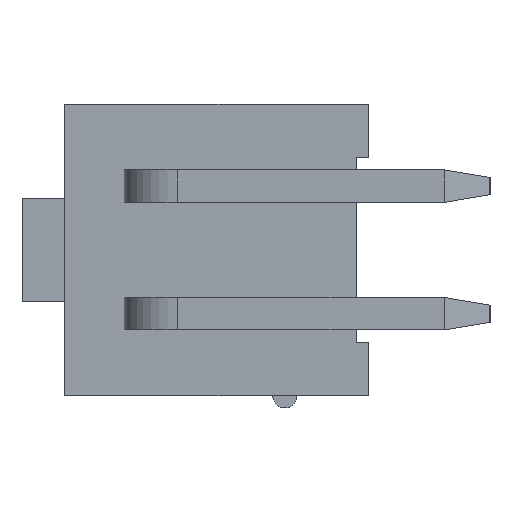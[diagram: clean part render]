
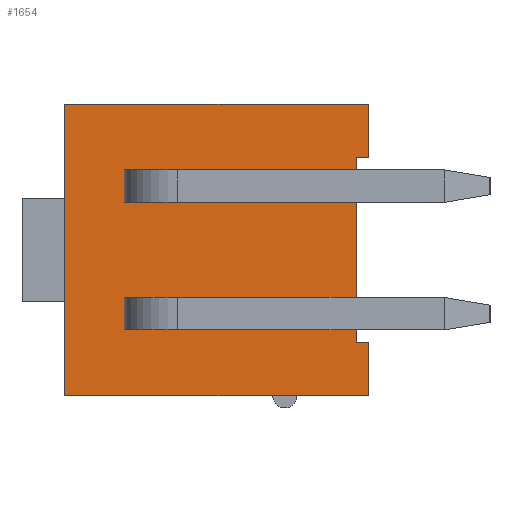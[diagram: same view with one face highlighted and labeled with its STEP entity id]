
A CAD part, left-side view. The second image highlights one B-rep face of the part: STEP entity #1654.
In plain terms, the highlighted planar face has unit normal (-1, 0, 0).
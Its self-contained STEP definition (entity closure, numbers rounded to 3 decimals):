
#1=DIRECTION('',(0.,-1.,0.));
#2=VECTOR('',#1,10.);
#3=CARTESIAN_POINT('',(-6.4,5.,4.8));
#4=LINE('',#3,#2);
#5=DIRECTION('',(0.,0.,-1.));
#6=VECTOR('',#5,1.75);
#7=CARTESIAN_POINT('',(-6.4,-5.,4.8));
#8=LINE('',#7,#6);
#9=DIRECTION('',(0.,1.,0.));
#10=VECTOR('',#9,0.4);
#11=CARTESIAN_POINT('',(-6.4,-5.,3.05));
#12=LINE('',#11,#10);
#13=DIRECTION('',(0.,0.,-1.));
#14=VECTOR('',#13,6.1);
#15=CARTESIAN_POINT('',(-6.4,-4.6,3.05));
#16=LINE('',#15,#14);
#17=DIRECTION('',(0.,-1.,0.));
#18=VECTOR('',#17,0.4);
#19=CARTESIAN_POINT('',(-6.4,-4.6,-3.05));
#20=LINE('',#19,#18);
#21=DIRECTION('',(0.,0.,-1.));
#22=VECTOR('',#21,1.75);
#23=CARTESIAN_POINT('',(-6.4,-5.,-3.05));
#24=LINE('',#23,#22);
#25=DIRECTION('',(0.,1.,0.));
#26=VECTOR('',#25,10.);
#27=CARTESIAN_POINT('',(-6.4,-5.,-4.8));
#28=LINE('',#27,#26);
#29=DIRECTION('',(0.,0.,1.));
#30=VECTOR('',#29,9.6);
#31=CARTESIAN_POINT('',(-6.4,5.,-4.8));
#32=LINE('',#31,#30);
#33=DIRECTION('',(0.,1.,0.));
#34=VECTOR('',#33,1.076);
#35=CARTESIAN_POINT('',(-6.4,-2.245,-2.635));
#36=LINE('',#35,#34);
#37=DIRECTION('',(0.,0.,1.));
#38=VECTOR('',#37,1.07);
#39=CARTESIAN_POINT('',(-6.4,-2.245,-2.635));
#40=LINE('',#39,#38);
#41=DIRECTION('',(0.,1.,0.));
#42=VECTOR('',#41,1.076);
#43=CARTESIAN_POINT('',(-6.4,-2.245,-1.565));
#44=LINE('',#43,#42);
#45=DIRECTION('',(0.,0.,1.));
#46=VECTOR('',#45,1.07);
#47=CARTESIAN_POINT('',(-6.4,-1.169,-2.635));
#48=LINE('',#47,#46);
#49=DIRECTION('',(0.,1.,0.));
#50=VECTOR('',#49,1.07);
#51=CARTESIAN_POINT('',(-6.4,1.965,-2.635));
#52=LINE('',#51,#50);
#53=DIRECTION('',(0.,0.,1.));
#54=VECTOR('',#53,1.07);
#55=CARTESIAN_POINT('',(-6.4,1.965,-2.635));
#56=LINE('',#55,#54);
#57=DIRECTION('',(0.,1.,0.));
#58=VECTOR('',#57,1.07);
#59=CARTESIAN_POINT('',(-6.4,1.965,-1.565));
#60=LINE('',#59,#58);
#61=DIRECTION('',(0.,0.,1.));
#62=VECTOR('',#61,1.07);
#63=CARTESIAN_POINT('',(-6.4,3.035,-2.635));
#64=LINE('',#63,#62);
#65=DIRECTION('',(0.,1.,0.));
#66=VECTOR('',#65,1.076);
#67=CARTESIAN_POINT('',(-6.4,-2.245,1.565));
#68=LINE('',#67,#66);
#69=DIRECTION('',(0.,0.,1.));
#70=VECTOR('',#69,1.07);
#71=CARTESIAN_POINT('',(-6.4,-2.245,1.565));
#72=LINE('',#71,#70);
#73=DIRECTION('',(0.,1.,0.));
#74=VECTOR('',#73,1.076);
#75=CARTESIAN_POINT('',(-6.4,-2.245,2.635));
#76=LINE('',#75,#74);
#77=DIRECTION('',(0.,0.,1.));
#78=VECTOR('',#77,1.07);
#79=CARTESIAN_POINT('',(-6.4,-1.169,1.565));
#80=LINE('',#79,#78);
#81=DIRECTION('',(0.,1.,0.));
#82=VECTOR('',#81,1.07);
#83=CARTESIAN_POINT('',(-6.4,1.965,1.565));
#84=LINE('',#83,#82);
#85=DIRECTION('',(0.,0.,1.));
#86=VECTOR('',#85,1.07);
#87=CARTESIAN_POINT('',(-6.4,1.965,1.565));
#88=LINE('',#87,#86);
#89=DIRECTION('',(0.,1.,0.));
#90=VECTOR('',#89,1.07);
#91=CARTESIAN_POINT('',(-6.4,1.965,2.635));
#92=LINE('',#91,#90);
#93=DIRECTION('',(0.,0.,1.));
#94=VECTOR('',#93,1.07);
#95=CARTESIAN_POINT('',(-6.4,3.035,1.565));
#96=LINE('',#95,#94);
#1215=CARTESIAN_POINT('',(-6.4,5.,4.8));
#1216=CARTESIAN_POINT('',(-6.4,-5.,4.8));
#1217=VERTEX_POINT('',#1215);
#1218=VERTEX_POINT('',#1216);
#1219=CARTESIAN_POINT('',(-6.4,-5.,3.05));
#1220=VERTEX_POINT('',#1219);
#1221=CARTESIAN_POINT('',(-6.4,-5.,-4.8));
#1222=CARTESIAN_POINT('',(-6.4,5.,-4.8));
#1223=VERTEX_POINT('',#1221);
#1224=VERTEX_POINT('',#1222);
#1233=CARTESIAN_POINT('',(-6.4,-4.6,3.05));
#1234=VERTEX_POINT('',#1233);
#1235=CARTESIAN_POINT('',(-6.4,-4.6,-3.05));
#1236=VERTEX_POINT('',#1235);
#1237=CARTESIAN_POINT('',(-6.4,-5.,-3.05));
#1238=VERTEX_POINT('',#1237);
#1295=CARTESIAN_POINT('',(-6.4,1.965,-2.635));
#1296=VERTEX_POINT('',#1295);
#1297=CARTESIAN_POINT('',(-6.4,3.035,-2.635));
#1298=VERTEX_POINT('',#1297);
#1299=CARTESIAN_POINT('',(-6.4,1.965,-1.565));
#1300=VERTEX_POINT('',#1299);
#1301=CARTESIAN_POINT('',(-6.4,3.035,-1.565));
#1302=VERTEX_POINT('',#1301);
#1343=CARTESIAN_POINT('',(-6.4,-2.245,-2.635));
#1344=CARTESIAN_POINT('',(-6.4,-1.169,-2.635));
#1345=VERTEX_POINT('',#1343);
#1346=VERTEX_POINT('',#1344);
#1347=CARTESIAN_POINT('',(-6.4,-2.245,-1.565));
#1348=CARTESIAN_POINT('',(-6.4,-1.169,-1.565));
#1349=VERTEX_POINT('',#1347);
#1350=VERTEX_POINT('',#1348);
#1495=CARTESIAN_POINT('',(-6.4,-2.245,1.565));
#1496=CARTESIAN_POINT('',(-6.4,-1.169,1.565));
#1497=VERTEX_POINT('',#1495);
#1498=VERTEX_POINT('',#1496);
#1499=CARTESIAN_POINT('',(-6.4,1.965,1.565));
#1500=CARTESIAN_POINT('',(-6.4,3.035,1.565));
#1501=VERTEX_POINT('',#1499);
#1502=VERTEX_POINT('',#1500);
#1503=CARTESIAN_POINT('',(-6.4,-2.245,2.635));
#1504=CARTESIAN_POINT('',(-6.4,-1.169,2.635));
#1505=VERTEX_POINT('',#1503);
#1506=VERTEX_POINT('',#1504);
#1507=CARTESIAN_POINT('',(-6.4,1.965,2.635));
#1508=CARTESIAN_POINT('',(-6.4,3.035,2.635));
#1509=VERTEX_POINT('',#1507);
#1510=VERTEX_POINT('',#1508);
#1591=CARTESIAN_POINT('',(-6.4,0.,0.));
#1592=DIRECTION('',(1.,0.,0.));
#1593=DIRECTION('',(0.,0.,-1.));
#1594=AXIS2_PLACEMENT_3D('',#1591,#1592,#1593);
#1595=PLANE('',#1594);
#1597=ORIENTED_EDGE('',*,*,#1596,.T.);
#1599=ORIENTED_EDGE('',*,*,#1598,.T.);
#1601=ORIENTED_EDGE('',*,*,#1600,.T.);
#1603=ORIENTED_EDGE('',*,*,#1602,.T.);
#1605=ORIENTED_EDGE('',*,*,#1604,.T.);
#1607=ORIENTED_EDGE('',*,*,#1606,.T.);
#1609=ORIENTED_EDGE('',*,*,#1608,.T.);
#1611=ORIENTED_EDGE('',*,*,#1610,.T.);
#1612=EDGE_LOOP('',(#1597,#1599,#1601,#1603,#1605,#1607,#1609,#1611));
#1613=FACE_OUTER_BOUND('',#1612,.F.);
#1615=ORIENTED_EDGE('',*,*,#1614,.F.);
#1617=ORIENTED_EDGE('',*,*,#1616,.T.);
#1619=ORIENTED_EDGE('',*,*,#1618,.T.);
#1621=ORIENTED_EDGE('',*,*,#1620,.F.);
#1622=EDGE_LOOP('',(#1615,#1617,#1619,#1621));
#1623=FACE_BOUND('',#1622,.F.);
#1625=ORIENTED_EDGE('',*,*,#1624,.F.);
#1627=ORIENTED_EDGE('',*,*,#1626,.T.);
#1629=ORIENTED_EDGE('',*,*,#1628,.T.);
#1631=ORIENTED_EDGE('',*,*,#1630,.F.);
#1632=EDGE_LOOP('',(#1625,#1627,#1629,#1631));
#1633=FACE_BOUND('',#1632,.F.);
#1635=ORIENTED_EDGE('',*,*,#1634,.F.);
#1637=ORIENTED_EDGE('',*,*,#1636,.T.);
#1639=ORIENTED_EDGE('',*,*,#1638,.T.);
#1641=ORIENTED_EDGE('',*,*,#1640,.F.);
#1642=EDGE_LOOP('',(#1635,#1637,#1639,#1641));
#1643=FACE_BOUND('',#1642,.F.);
#1645=ORIENTED_EDGE('',*,*,#1644,.F.);
#1647=ORIENTED_EDGE('',*,*,#1646,.T.);
#1649=ORIENTED_EDGE('',*,*,#1648,.T.);
#1651=ORIENTED_EDGE('',*,*,#1650,.F.);
#1652=EDGE_LOOP('',(#1645,#1647,#1649,#1651));
#1653=FACE_BOUND('',#1652,.F.);
#1654=ADVANCED_FACE('',(#1613,#1623,#1633,#1643,#1653),#1595,.F.);
#1596=EDGE_CURVE('',#1217,#1218,#4,.T.);
#1598=EDGE_CURVE('',#1218,#1220,#8,.T.);
#1600=EDGE_CURVE('',#1220,#1234,#12,.T.);
#1602=EDGE_CURVE('',#1234,#1236,#16,.T.);
#1604=EDGE_CURVE('',#1236,#1238,#20,.T.);
#1606=EDGE_CURVE('',#1238,#1223,#24,.T.);
#1608=EDGE_CURVE('',#1223,#1224,#28,.T.);
#1610=EDGE_CURVE('',#1224,#1217,#32,.T.);
#1614=EDGE_CURVE('',#1345,#1346,#36,.T.);
#1616=EDGE_CURVE('',#1345,#1349,#40,.T.);
#1618=EDGE_CURVE('',#1349,#1350,#44,.T.);
#1620=EDGE_CURVE('',#1346,#1350,#48,.T.);
#1624=EDGE_CURVE('',#1296,#1298,#52,.T.);
#1626=EDGE_CURVE('',#1296,#1300,#56,.T.);
#1628=EDGE_CURVE('',#1300,#1302,#60,.T.);
#1630=EDGE_CURVE('',#1298,#1302,#64,.T.);
#1634=EDGE_CURVE('',#1497,#1498,#68,.T.);
#1636=EDGE_CURVE('',#1497,#1505,#72,.T.);
#1638=EDGE_CURVE('',#1505,#1506,#76,.T.);
#1640=EDGE_CURVE('',#1498,#1506,#80,.T.);
#1644=EDGE_CURVE('',#1501,#1502,#84,.T.);
#1646=EDGE_CURVE('',#1501,#1509,#88,.T.);
#1648=EDGE_CURVE('',#1509,#1510,#92,.T.);
#1650=EDGE_CURVE('',#1502,#1510,#96,.T.);
